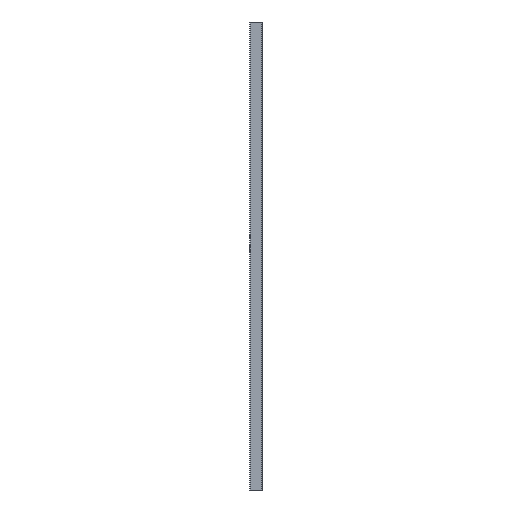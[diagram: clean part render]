
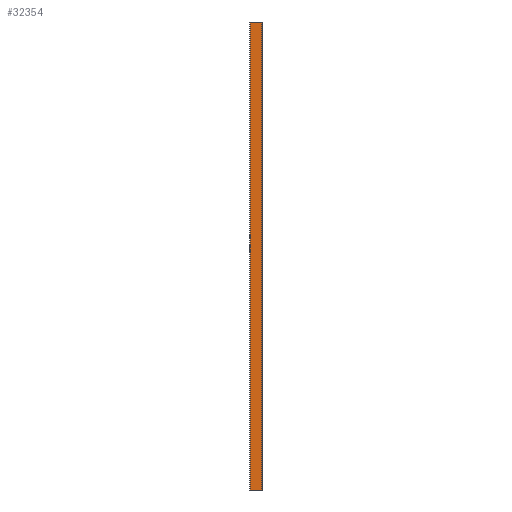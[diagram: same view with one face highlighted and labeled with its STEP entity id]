
A CAD part, left-side view. The second image highlights one B-rep face of the part: STEP entity #32354.
In plain terms, the highlighted planar face has unit normal (-1, 0, 0).
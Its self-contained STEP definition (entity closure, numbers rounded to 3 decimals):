
#112 = CARTESIAN_POINT ( 'NONE',  ( -14., 0., 0. ) ) ;
#575 = CARTESIAN_POINT ( 'NONE',  ( -14., 0., 1084. ) ) ;
#1003 = ORIENTED_EDGE ( 'NONE', *, *, #33634, .F. ) ;
#1876 = VERTEX_POINT ( 'NONE', #25133 ) ;
#2780 = DIRECTION ( 'NONE',  ( 0., 0., -1. ) ) ;
#2792 = LINE ( 'NONE', #14217, #28599 ) ;
#3729 = AXIS2_PLACEMENT_3D ( 'NONE', #16621, #13469, #2780 ) ;
#5982 = EDGE_LOOP ( 'NONE', ( #7622, #7627, #1003, #14103 ) ) ;
#7622 = ORIENTED_EDGE ( 'NONE', *, *, #17545, .T. ) ;
#7627 = ORIENTED_EDGE ( 'NONE', *, *, #13963, .F. ) ;
#9505 = CARTESIAN_POINT ( 'NONE',  ( -14., 27.2, 0. ) ) ;
#11026 = FACE_OUTER_BOUND ( 'NONE', #5982, .T. ) ;
#13469 = DIRECTION ( 'NONE',  ( 1., 0., 0. ) ) ;
#13488 = DIRECTION ( 'NONE',  ( 0., 0., -1. ) ) ;
#13963 = EDGE_CURVE ( 'NONE', #31149, #21416, #27345, .T. ) ;
#13981 = LINE ( 'NONE', #112, #27427 ) ;
#14103 = ORIENTED_EDGE ( 'NONE', *, *, #18039, .T. ) ;
#14217 = CARTESIAN_POINT ( 'NONE',  ( -14., 27.2, 1084. ) ) ;
#14465 = VECTOR ( 'NONE', #31836, 1000. ) ;
#15346 = CARTESIAN_POINT ( 'NONE',  ( -14., 0., 1084. ) ) ;
#16621 = CARTESIAN_POINT ( 'NONE',  ( -14., 0., 1084. ) ) ;
#17203 = DIRECTION ( 'NONE',  ( 0., 0., -1. ) ) ;
#17545 = EDGE_CURVE ( 'NONE', #24910, #21416, #13981, .T. ) ;
#18039 = EDGE_CURVE ( 'NONE', #1876, #24910, #2792, .T. ) ;
#21416 = VERTEX_POINT ( 'NONE', #28481 ) ;
#22447 = PLANE ( 'NONE',  #3729 ) ;
#23751 = VECTOR ( 'NONE', #13488, 1000. ) ;
#24910 = VERTEX_POINT ( 'NONE', #9505 ) ;
#25133 = CARTESIAN_POINT ( 'NONE',  ( -14., 27.2, 1084. ) ) ;
#27345 = LINE ( 'NONE', #30502, #23751 ) ;
#27427 = VECTOR ( 'NONE', #34546, 1000. ) ;
#28481 = CARTESIAN_POINT ( 'NONE',  ( -14., 0., 0. ) ) ;
#28599 = VECTOR ( 'NONE', #17203, 1000. ) ;
#30502 = CARTESIAN_POINT ( 'NONE',  ( -14., 0., 1084. ) ) ;
#31149 = VERTEX_POINT ( 'NONE', #15346 ) ;
#31836 = DIRECTION ( 'NONE',  ( 0., -1., 0. ) ) ;
#32204 = LINE ( 'NONE', #575, #14465 ) ;
#32354 = ADVANCED_FACE ( 'NONE', ( #11026 ), #22447, .F. ) ;
#33634 = EDGE_CURVE ( 'NONE', #1876, #31149, #32204, .T. ) ;
#34546 = DIRECTION ( 'NONE',  ( 0., -1., 0. ) ) ;
